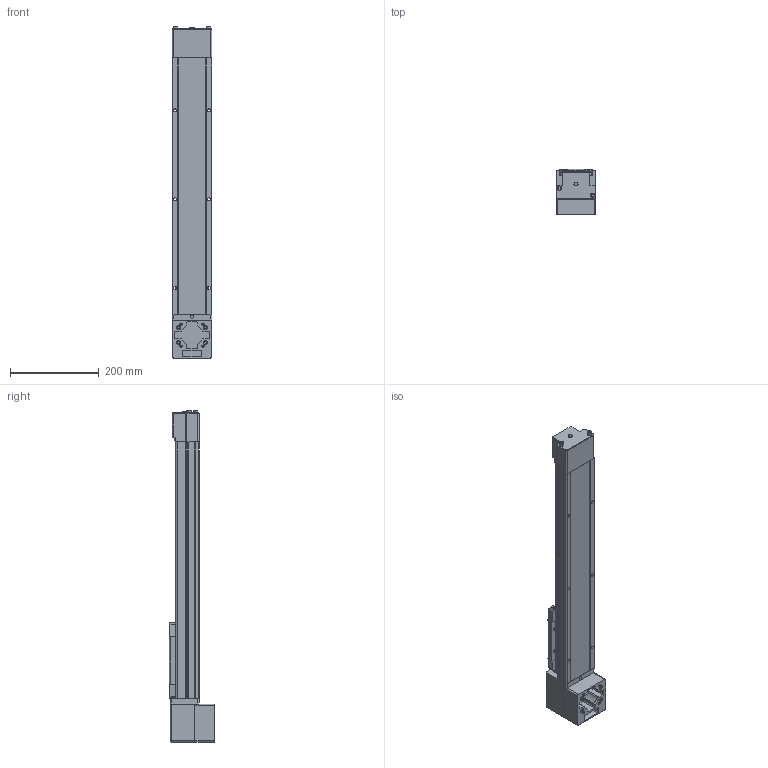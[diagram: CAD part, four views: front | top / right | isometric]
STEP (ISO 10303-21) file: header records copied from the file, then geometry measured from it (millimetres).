
FILE_DESCRIPTION (( 'STEP AP214' ), '1' );
FILE_NAME ('LEFB40UNUS-400.STEP', '2018-05-24T02:38:06', ( 'SONIC' ), ( 'UNITCOM PC' ), 'SwSTEP 2.0', 'SolidWorks 2015', '' );
FILE_SCHEMA (( 'AUTOMOTIVE_DESIGN' ));
Length unit declared in the file: millimetre
Products named in the file (6): LEFB40UNUS-400_Motor_Mount_40NZ; LEFB40UNUS-400_LEFB_Table_40; LEFB40UNUS-400_Housing_B_40; LEFB40UNUS-400_Housing_A_40; LEFB40UNUS-400_LEFB_Body_40; LEFB40UNUS-400
Assembly tree (5 placements, depth 2):
  LEFB40UNUS-400
    LEFB40UNUS-400_LEFB_Body_40
    LEFB40UNUS-400_Housing_A_40
    LEFB40UNUS-400_Housing_B_40
    LEFB40UNUS-400_LEFB_Table_40
    LEFB40UNUS-400_Motor_Mount_40NZ
Bounding box: 90 x 103 x 747.5 mm (x, y, z)
Volume: 3464804.3 mm3; surface area: 322793.3 mm2
Topology: 5 solids, 5 shells, 599 faces, 1542 edges, 999 vertices
Faces by surface type: plane 326, cylinder 209, cone 26, bspline 20, torus 16, sphere 2
Entity records: 23782 total; most frequent: CARTESIAN_POINT 6888, ORIENTED_EDGE 3060, DIRECTION 2950, EDGE_CURVE 1530, AXIS2_PLACEMENT_3D 1019, VERTEX_POINT 999, LINE 912, VECTOR 912
